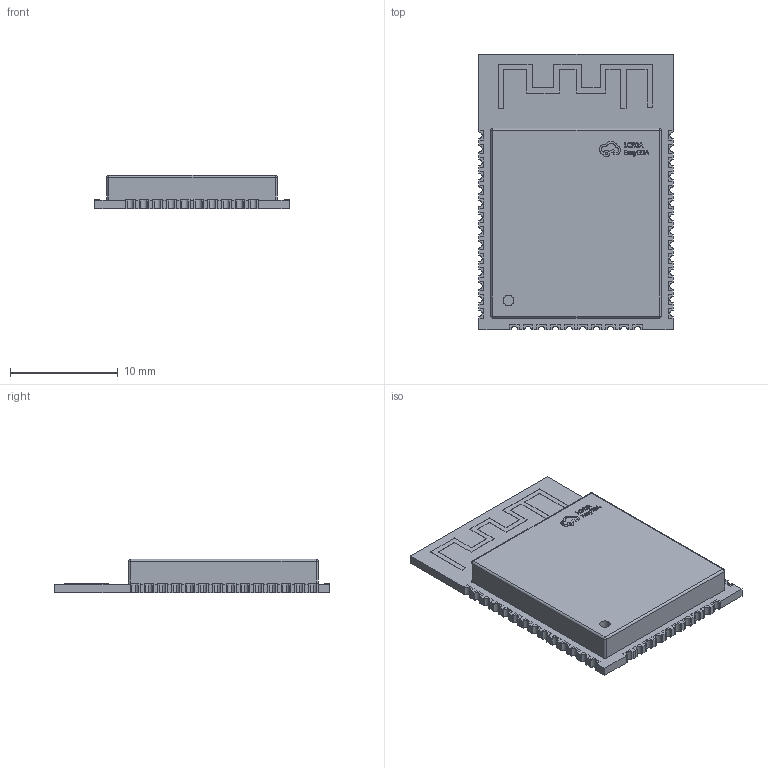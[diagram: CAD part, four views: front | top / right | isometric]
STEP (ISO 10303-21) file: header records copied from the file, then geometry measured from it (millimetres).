
FILE_DESCRIPTION (( 'STEP AP214' ), '1' );
FILE_NAME ('WIFIM-SMD_ESP32-WROOM-32-N4.STEP', '2023-02-13T10:56:49', ( '' ), ( '' ), 'SwSTEP 2.0', 'SolidWorks 2020', '' );
FILE_SCHEMA (( 'AUTOMOTIVE_DESIGN' ));
Length unit declared in the file: millimetre
Products named in the file (1): WIFIM-SMD_ESP32-WROOM-32-N4
Bounding box: 18 x 25.5 x 3.12 mm (x, y, z)
Volume: 1001.9 mm3; surface area: 1142.2 mm2
Topology: 1 solids, 1 shells, 754 faces, 2179 edges, 1446 vertices
Faces by surface type: plane 590, bspline 98, cylinder 62, sphere 4
Entity records: 33267 total; most frequent: CARTESIAN_POINT 5682, ORIENTED_EDGE 4350, DIRECTION 3413, EDGE_CURVE 2175, LINE 1851, VECTOR 1851, VERTEX_POINT 1446, AXIS2_PLACEMENT_3D 781
